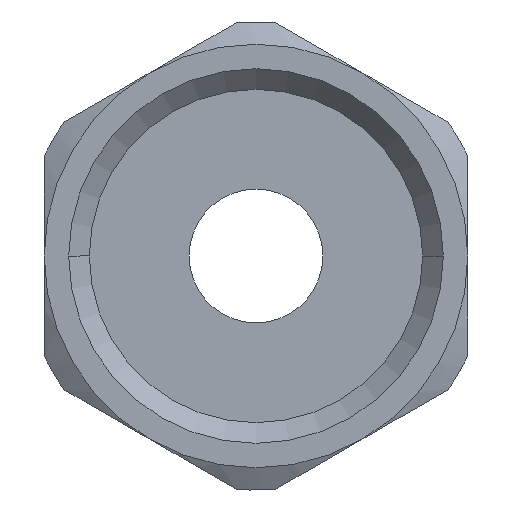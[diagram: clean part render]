
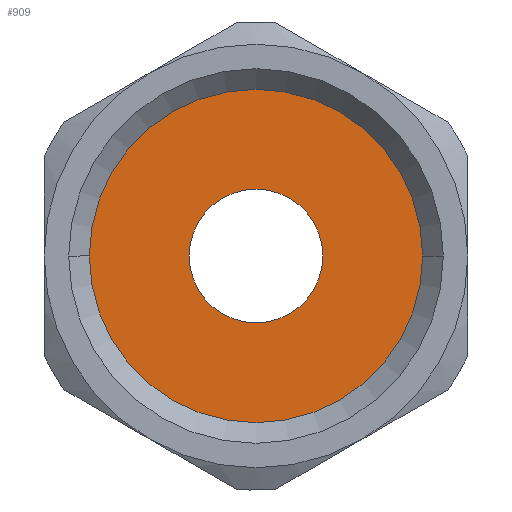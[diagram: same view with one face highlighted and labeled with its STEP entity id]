
A CAD part, front view. The second image highlights one B-rep face of the part: STEP entity #909.
In plain terms, the highlighted planar face has unit normal (0, -1, 0).
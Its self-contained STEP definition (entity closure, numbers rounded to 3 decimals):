
#909=ADVANCED_FACE('',(#2404,#2405),#2406,.F.);
#2404=FACE_OUTER_BOUND('',#4696,.T.);
#2405=FACE_BOUND('',#4697,.T.);
#2406=PLANE('',#4698);
#4696=EDGE_LOOP('',(#8699,#8700));
#4697=EDGE_LOOP('',(#8701,#8702));
#4698=AXIS2_PLACEMENT_3D('',#8703,#8704,#8705);
#8699=ORIENTED_EDGE('',*,*,#14686,.T.);
#8700=ORIENTED_EDGE('',*,*,#14687,.T.);
#8701=ORIENTED_EDGE('',*,*,#14688,.T.);
#8702=ORIENTED_EDGE('',*,*,#14689,.T.);
#8703=CARTESIAN_POINT('',(0.0,-2.0,0.0));
#8704=DIRECTION('',(0.0,1.0,0.0));
#8705=DIRECTION('',(1.0,0.0,-0.0));
#14686=EDGE_CURVE('',#17474,#17475,#17476,.T.);
#14687=EDGE_CURVE('',#17475,#17474,#17477,.T.);
#14688=EDGE_CURVE('',#17478,#17479,#17480,.T.);
#14689=EDGE_CURVE('',#17479,#17478,#17481,.T.);
#17474=VERTEX_POINT('',#21621);
#17475=VERTEX_POINT('',#21622);
#17476=CIRCLE('',#21623,7.475);
#17477=CIRCLE('',#21624,7.475);
#17478=VERTEX_POINT('',#21625);
#17479=VERTEX_POINT('',#21626);
#17480=CIRCLE('',#21627,3.0);
#17481=CIRCLE('',#21628,3.0);
#21621=CARTESIAN_POINT('',(7.475,-2.0,0.0));
#21622=CARTESIAN_POINT('',(-7.475,-2.0,0.));
#21623=AXIS2_PLACEMENT_3D('',#27394,#27395,#27396);
#21624=AXIS2_PLACEMENT_3D('',#27397,#27398,#27399);
#21625=CARTESIAN_POINT('',(-3.0,-2.0,0.0));
#21626=CARTESIAN_POINT('',(3.0,-2.0,0.));
#21627=AXIS2_PLACEMENT_3D('',#27400,#27401,#27402);
#21628=AXIS2_PLACEMENT_3D('',#27403,#27404,#27405);
#27394=CARTESIAN_POINT('',(0.0,-2.0,0.0));
#27395=DIRECTION('',(0.0,-1.0,0.0));
#27396=DIRECTION('',(-1.0,0.0,0.0));
#27397=CARTESIAN_POINT('',(0.0,-2.0,0.0));
#27398=DIRECTION('',(0.0,-1.0,0.0));
#27399=DIRECTION('',(-1.0,0.0,0.0));
#27400=CARTESIAN_POINT('',(0.0,-2.0,0.0));
#27401=DIRECTION('',(0.0,1.0,0.0));
#27402=DIRECTION('',(-1.0,0.0,0.0));
#27403=CARTESIAN_POINT('',(0.0,-2.0,0.0));
#27404=DIRECTION('',(0.0,1.0,0.0));
#27405=DIRECTION('',(-1.0,0.0,0.0));
